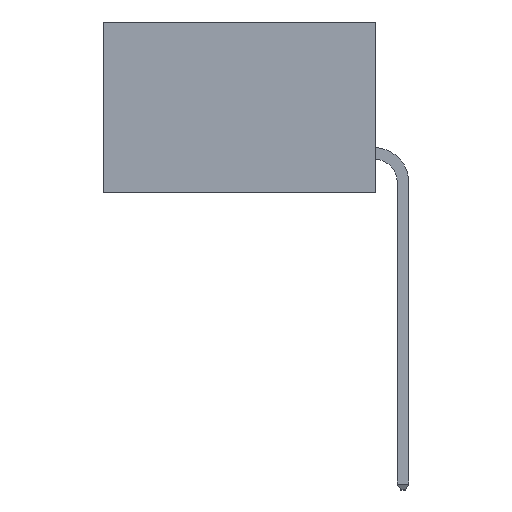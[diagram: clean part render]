
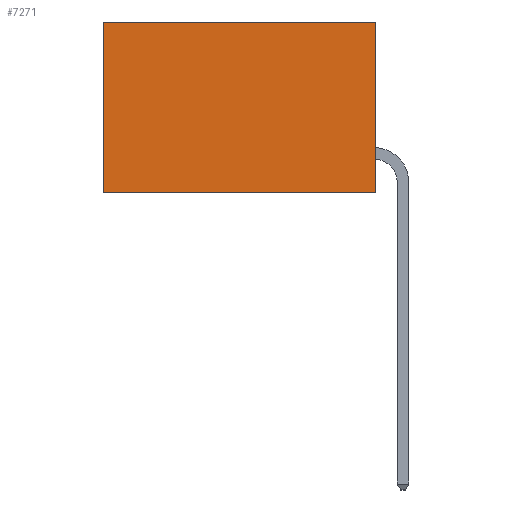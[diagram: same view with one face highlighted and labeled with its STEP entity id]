
A CAD part, left-side view. The second image highlights one B-rep face of the part: STEP entity #7271.
In plain terms, the highlighted planar face has unit normal (-1, 0, 0).
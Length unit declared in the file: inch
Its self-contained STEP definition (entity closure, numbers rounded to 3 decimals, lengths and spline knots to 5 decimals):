
#238 = ORIENTED_EDGE ( 'NONE', *, *, #4161, .T. ) ;
#725 = CARTESIAN_POINT ( 'NONE',  ( 0.277, 0., 0. ) ) ;
#849 = CARTESIAN_POINT ( 'NONE',  ( 0.277, 0.59, 0. ) ) ;
#894 = VECTOR ( 'NONE', #10462, 39.37008 ) ;
#930 = LINE ( 'NONE', #7382, #7990 ) ;
#1289 = EDGE_CURVE ( 'NONE', #3791, #2229, #2100, .T. ) ;
#1368 = ORIENTED_EDGE ( 'NONE', *, *, #6942, .F. ) ;
#1420 = EDGE_CURVE ( 'NONE', #6735, #10621, #930, .T. ) ;
#1805 = VECTOR ( 'NONE', #7349, 39.37008 ) ;
#2100 = LINE ( 'NONE', #5836, #1805 ) ;
#2229 = VERTEX_POINT ( 'NONE', #849 ) ;
#2912 = LINE ( 'NONE', #11282, #7244 ) ;
#2997 = EDGE_LOOP ( 'NONE', ( #238, #5567, #1368, #10033 ) ) ;
#3168 = DIRECTION ( 'NONE',  ( 0., 0., -1. ) ) ;
#3367 = LINE ( 'NONE', #10514, #894 ) ;
#3526 = DIRECTION ( 'NONE',  ( 0., 1., 0. ) ) ;
#3791 = VERTEX_POINT ( 'NONE', #725 ) ;
#4161 = EDGE_CURVE ( 'NONE', #2229, #10621, #2912, .T. ) ;
#4210 = FACE_OUTER_BOUND ( 'NONE', #2997, .T. ) ;
#4359 = DIRECTION ( 'NONE',  ( 0., 0., -1. ) ) ;
#4437 = DIRECTION ( 'NONE',  ( 1., 0., 0. ) ) ;
#4504 = CARTESIAN_POINT ( 'NONE',  ( 0.277, 0., -0.37 ) ) ;
#4797 = PLANE ( 'NONE',  #11382 ) ;
#5567 = ORIENTED_EDGE ( 'NONE', *, *, #1420, .F. ) ;
#5836 = CARTESIAN_POINT ( 'NONE',  ( 0.277, 0., 0. ) ) ;
#6735 = VERTEX_POINT ( 'NONE', #6897 ) ;
#6897 = CARTESIAN_POINT ( 'NONE',  ( 0.277, 0., -0.37 ) ) ;
#6942 = EDGE_CURVE ( 'NONE', #3791, #6735, #3367, .T. ) ;
#7244 = VECTOR ( 'NONE', #3168, 39.37008 ) ;
#7271 = ADVANCED_FACE ( 'NONE', ( #4210 ), #4797, .F. ) ;
#7349 = DIRECTION ( 'NONE',  ( 0., 1., 0. ) ) ;
#7382 = CARTESIAN_POINT ( 'NONE',  ( 0.277, 0., -0.37 ) ) ;
#7990 = VECTOR ( 'NONE', #3526, 39.37008 ) ;
#10033 = ORIENTED_EDGE ( 'NONE', *, *, #1289, .T. ) ;
#10462 = DIRECTION ( 'NONE',  ( 0., 0., -1. ) ) ;
#10514 = CARTESIAN_POINT ( 'NONE',  ( 0.277, 0., -0.37 ) ) ;
#10621 = VERTEX_POINT ( 'NONE', #11403 ) ;
#11282 = CARTESIAN_POINT ( 'NONE',  ( 0.277, 0.59, -0.37 ) ) ;
#11382 = AXIS2_PLACEMENT_3D ( 'NONE', #4504, #4437, #4359 ) ;
#11403 = CARTESIAN_POINT ( 'NONE',  ( 0.277, 0.59, -0.37 ) ) ;
